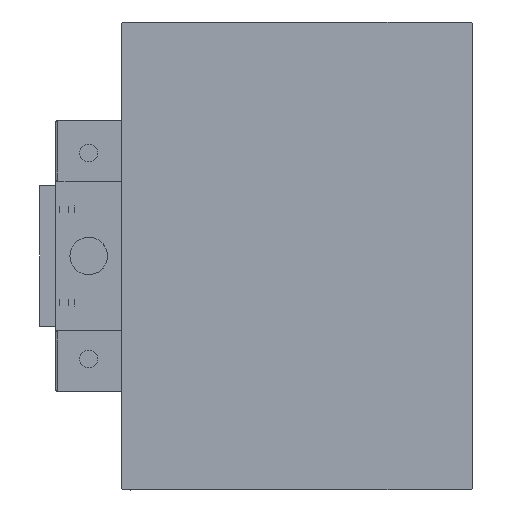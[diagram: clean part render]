
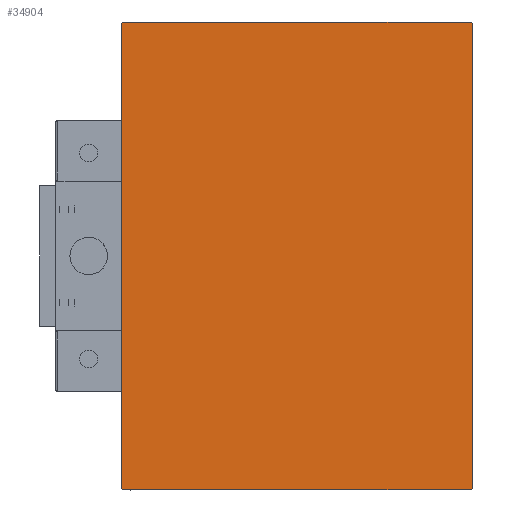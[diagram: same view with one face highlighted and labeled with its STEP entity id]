
A CAD part, left-side view. The second image highlights one B-rep face of the part: STEP entity #34904.
In plain terms, the highlighted face is planar.
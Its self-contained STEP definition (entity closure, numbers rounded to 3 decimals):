
#325 = DIRECTION ( 'NONE',  ( 1., 0., 0. ) ) ;
#1920 = LINE ( 'NONE', #33480, #16573 ) ;
#3296 = CARTESIAN_POINT ( 'NONE',  ( 193., -43.6, -43.6 ) ) ;
#3306 = CARTESIAN_POINT ( 'NONE',  ( 193., -37.5, -50. ) ) ;
#3824 = EDGE_CURVE ( 'NONE', #14200, #23037, #6019, .T. ) ;
#4024 = AXIS2_PLACEMENT_3D ( 'NONE', #8498, #325, #27021 ) ;
#6019 = LINE ( 'NONE', #14487, #13924 ) ;
#6822 = CARTESIAN_POINT ( 'NONE',  ( 193., -37.5, 49.7 ) ) ;
#6966 = CARTESIAN_POINT ( 'NONE',  ( 193., 37.2, 50. ) ) ;
#6976 = DIRECTION ( 'NONE',  ( 0., -0.707, -0.707 ) ) ;
#7577 = VERTEX_POINT ( 'NONE', #12584 ) ;
#8427 = EDGE_LOOP ( 'NONE', ( #44593, #14411, #23810, #25226, #13609, #20774, #17211, #48887 ) ) ;
#8498 = CARTESIAN_POINT ( 'NONE',  ( 193., 0., 0. ) ) ;
#11760 = CARTESIAN_POINT ( 'NONE',  ( 193., 37.5, 50. ) ) ;
#11998 = DIRECTION ( 'NONE',  ( 0., -1., 0. ) ) ;
#12584 = CARTESIAN_POINT ( 'NONE',  ( 193., -37.2, 50. ) ) ;
#13609 = ORIENTED_EDGE ( 'NONE', *, *, #44682, .T. ) ;
#13924 = VECTOR ( 'NONE', #45530, 1000. ) ;
#14162 = LINE ( 'NONE', #36731, #37174 ) ;
#14200 = VERTEX_POINT ( 'NONE', #6822 ) ;
#14411 = ORIENTED_EDGE ( 'NONE', *, *, #15832, .T. ) ;
#14487 = CARTESIAN_POINT ( 'NONE',  ( 193., -37.5, 50. ) ) ;
#15108 = LINE ( 'NONE', #3296, #17960 ) ;
#15832 = EDGE_CURVE ( 'NONE', #49228, #33251, #14162, .T. ) ;
#15967 = VERTEX_POINT ( 'NONE', #6966 ) ;
#16332 = EDGE_CURVE ( 'NONE', #18694, #49228, #41815, .T. ) ;
#16573 = VECTOR ( 'NONE', #48866, 1000. ) ;
#17211 = ORIENTED_EDGE ( 'NONE', *, *, #3824, .T. ) ;
#17960 = VECTOR ( 'NONE', #30503, 1000. ) ;
#18355 = CARTESIAN_POINT ( 'NONE',  ( 193., 37.2, -50. ) ) ;
#18694 = VERTEX_POINT ( 'NONE', #50320 ) ;
#20774 = ORIENTED_EDGE ( 'NONE', *, *, #29078, .T. ) ;
#21169 = CARTESIAN_POINT ( 'NONE',  ( 193., 37.5, 49.7 ) ) ;
#22462 = VECTOR ( 'NONE', #46163, 1000. ) ;
#23037 = VERTEX_POINT ( 'NONE', #25851 ) ;
#23810 = ORIENTED_EDGE ( 'NONE', *, *, #31577, .T. ) ;
#24774 = VECTOR ( 'NONE', #11998, 1000. ) ;
#25226 = ORIENTED_EDGE ( 'NONE', *, *, #45314, .T. ) ;
#25851 = CARTESIAN_POINT ( 'NONE',  ( 193., -37.5, -49.7 ) ) ;
#27021 = DIRECTION ( 'NONE',  ( 0., 0., -1. ) ) ;
#27522 = PLANE ( 'NONE',  #4024 ) ;
#29078 = EDGE_CURVE ( 'NONE', #7577, #14200, #42892, .T. ) ;
#30503 = DIRECTION ( 'NONE',  ( 0., 0.707, -0.707 ) ) ;
#31577 = EDGE_CURVE ( 'NONE', #33251, #41535, #32463, .T. ) ;
#32463 = LINE ( 'NONE', #45309, #48159 ) ;
#32984 = DIRECTION ( 'NONE',  ( 0., 0., 1. ) ) ;
#33251 = VERTEX_POINT ( 'NONE', #45195 ) ;
#33448 = EDGE_CURVE ( 'NONE', #23037, #18694, #15108, .T. ) ;
#33480 = CARTESIAN_POINT ( 'NONE',  ( 193., 43.6, 43.6 ) ) ;
#34904 = ADVANCED_FACE ( 'NONE', ( #46762 ), #27522, .T. ) ;
#36731 = CARTESIAN_POINT ( 'NONE',  ( 193., 43.6, -43.6 ) ) ;
#37174 = VECTOR ( 'NONE', #40829, 1000. ) ;
#39031 = CARTESIAN_POINT ( 'NONE',  ( 193., -43.6, 43.6 ) ) ;
#40829 = DIRECTION ( 'NONE',  ( 0., 0.707, 0.707 ) ) ;
#41535 = VERTEX_POINT ( 'NONE', #21169 ) ;
#41815 = LINE ( 'NONE', #3306, #22462 ) ;
#42407 = VECTOR ( 'NONE', #6976, 1000. ) ;
#42892 = LINE ( 'NONE', #39031, #42407 ) ;
#44593 = ORIENTED_EDGE ( 'NONE', *, *, #16332, .T. ) ;
#44682 = EDGE_CURVE ( 'NONE', #15967, #7577, #46910, .T. ) ;
#45195 = CARTESIAN_POINT ( 'NONE',  ( 193., 37.5, -49.7 ) ) ;
#45309 = CARTESIAN_POINT ( 'NONE',  ( 193., 37.5, -50. ) ) ;
#45314 = EDGE_CURVE ( 'NONE', #41535, #15967, #1920, .T. ) ;
#45530 = DIRECTION ( 'NONE',  ( 0., 0., -1. ) ) ;
#46163 = DIRECTION ( 'NONE',  ( 0., 1., 0. ) ) ;
#46762 = FACE_OUTER_BOUND ( 'NONE', #8427, .T. ) ;
#46910 = LINE ( 'NONE', #11760, #24774 ) ;
#48159 = VECTOR ( 'NONE', #32984, 1000. ) ;
#48866 = DIRECTION ( 'NONE',  ( 0., -0.707, 0.707 ) ) ;
#48887 = ORIENTED_EDGE ( 'NONE', *, *, #33448, .T. ) ;
#49228 = VERTEX_POINT ( 'NONE', #18355 ) ;
#50320 = CARTESIAN_POINT ( 'NONE',  ( 193., -37.2, -50. ) ) ;
